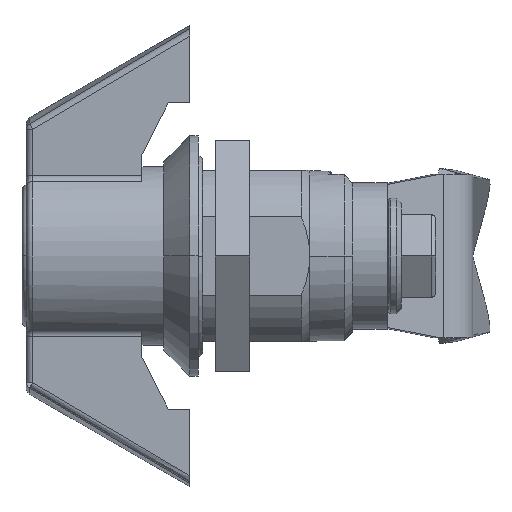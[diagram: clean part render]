
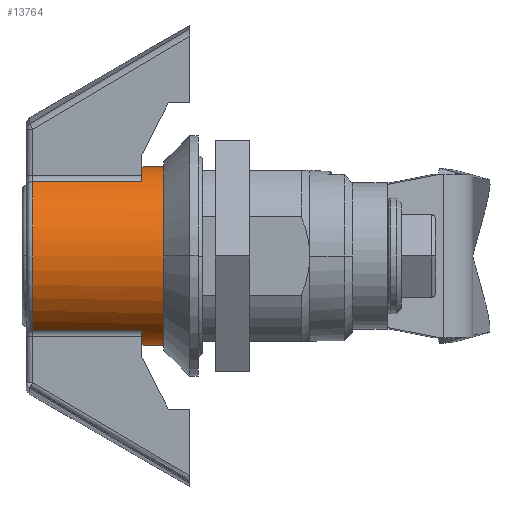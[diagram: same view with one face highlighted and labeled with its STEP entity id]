
A CAD part, left-side view. The second image highlights one B-rep face of the part: STEP entity #13764.
In plain terms, the highlighted cylindrical face has radius 10.414 mm (diameter 20.828 mm), a partial arc.
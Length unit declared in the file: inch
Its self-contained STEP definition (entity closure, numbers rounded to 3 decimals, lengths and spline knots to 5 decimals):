
#142 = EDGE_CURVE ( 'NONE', #17706, #1733, #4200, .T. ) ;
#149 = CIRCLE ( 'NONE', #19410, 0.41 ) ;
#413 = CIRCLE ( 'NONE', #7689, 0.41 ) ;
#594 = VERTEX_POINT ( 'NONE', #2534 ) ;
#932 = EDGE_LOOP ( 'NONE', ( #12583, #21698, #969, #10494, #17925, #19037, #23120, #15444 ) ) ;
#969 = ORIENTED_EDGE ( 'NONE', *, *, #12808, .F. ) ;
#1609 = LINE ( 'NONE', #7044, #17169 ) ;
#1717 = DIRECTION ( 'NONE',  ( -0.55, 0., -0.835 ) ) ;
#1733 = VERTEX_POINT ( 'NONE', #24912 ) ;
#1985 = DIRECTION ( 'NONE',  ( -0.55, 0., -0.835 ) ) ;
#2534 = CARTESIAN_POINT ( 'NONE',  ( 0., 0.15748, 0.41 ) ) ;
#3654 = CYLINDRICAL_SURFACE ( 'NONE', #16518, 0.41 ) ;
#3753 = CARTESIAN_POINT ( 'NONE',  ( 0., 0.25748, 0. ) ) ;
#4200 = LINE ( 'NONE', #17499, #4874 ) ;
#4874 = VECTOR ( 'NONE', #19507, 39.37008 ) ;
#4957 = CIRCLE ( 'NONE', #8179, 0.41 ) ;
#6017 = EDGE_CURVE ( 'NONE', #594, #14166, #1609, .T. ) ;
#6937 = DIRECTION ( 'NONE',  ( 0., -1., 0. ) ) ;
#7044 = CARTESIAN_POINT ( 'NONE',  ( 0., 0.15748, 0.41 ) ) ;
#7280 = CARTESIAN_POINT ( 'NONE',  ( 0., 0.25748, -0.41 ) ) ;
#7667 = VERTEX_POINT ( 'NONE', #8501 ) ;
#7689 = AXIS2_PLACEMENT_3D ( 'NONE', #17118, #23208, #13502 ) ;
#8179 = AXIS2_PLACEMENT_3D ( 'NONE', #8835, #11733, #23816 ) ;
#8501 = CARTESIAN_POINT ( 'NONE',  ( 0., 0.15748, -0.41 ) ) ;
#8835 = CARTESIAN_POINT ( 'NONE',  ( 0., 0.25748, 0. ) ) ;
#8837 = VERTEX_POINT ( 'NONE', #9624 ) ;
#8981 = LINE ( 'NONE', #22188, #9288 ) ;
#9107 = CARTESIAN_POINT ( 'NONE',  ( -0.2255, 0.75748, -0.34242 ) ) ;
#9288 = VECTOR ( 'NONE', #22701, 39.37008 ) ;
#9624 = CARTESIAN_POINT ( 'NONE',  ( -0.2255, 0.25748, -0.34242 ) ) ;
#10494 = ORIENTED_EDGE ( 'NONE', *, *, #12884, .F. ) ;
#11440 = DIRECTION ( 'NONE',  ( 0., 1., 0. ) ) ;
#11671 = CARTESIAN_POINT ( 'NONE',  ( 0., 0.15748, 0. ) ) ;
#11733 = DIRECTION ( 'NONE',  ( 0., -1., 0. ) ) ;
#12120 = AXIS2_PLACEMENT_3D ( 'NONE', #18957, #19449, #1985 ) ;
#12546 = CARTESIAN_POINT ( 'NONE',  ( 0., 0.25748, 0.41 ) ) ;
#12583 = ORIENTED_EDGE ( 'NONE', *, *, #19348, .T. ) ;
#12808 = EDGE_CURVE ( 'NONE', #7667, #19656, #8981, .T. ) ;
#12884 = EDGE_CURVE ( 'NONE', #594, #7667, #413, .T. ) ;
#13328 = FACE_OUTER_BOUND ( 'NONE', #932, .T. ) ;
#13502 = DIRECTION ( 'NONE',  ( 0., 0., 1. ) ) ;
#13764 = ADVANCED_FACE ( 'NONE', ( #13328 ), #3654, .T. ) ;
#14166 = VERTEX_POINT ( 'NONE', #12546 ) ;
#14270 = EDGE_CURVE ( 'NONE', #17776, #17706, #14545, .T. ) ;
#14545 = CIRCLE ( 'NONE', #12120, 0.41 ) ;
#14800 = EDGE_CURVE ( 'NONE', #14166, #1733, #4957, .T. ) ;
#15444 = ORIENTED_EDGE ( 'NONE', *, *, #14270, .F. ) ;
#16375 = CARTESIAN_POINT ( 'NONE',  ( -0.2255, 0.75748, 0.34242 ) ) ;
#16518 = AXIS2_PLACEMENT_3D ( 'NONE', #11671, #11440, #19477 ) ;
#16948 = LINE ( 'NONE', #18850, #21370 ) ;
#17118 = CARTESIAN_POINT ( 'NONE',  ( 0., 0.15748, 0. ) ) ;
#17169 = VECTOR ( 'NONE', #20227, 39.37008 ) ;
#17175 = DIRECTION ( 'NONE',  ( 0., -1., 0. ) ) ;
#17499 = CARTESIAN_POINT ( 'NONE',  ( -0.2255, 0.75748, 0.34242 ) ) ;
#17706 = VERTEX_POINT ( 'NONE', #16375 ) ;
#17776 = VERTEX_POINT ( 'NONE', #9107 ) ;
#17925 = ORIENTED_EDGE ( 'NONE', *, *, #6017, .T. ) ;
#18850 = CARTESIAN_POINT ( 'NONE',  ( -0.2255, 0.75748, -0.34242 ) ) ;
#18957 = CARTESIAN_POINT ( 'NONE',  ( 0., 0.75748, 0. ) ) ;
#19037 = ORIENTED_EDGE ( 'NONE', *, *, #14800, .T. ) ;
#19348 = EDGE_CURVE ( 'NONE', #17776, #8837, #16948, .T. ) ;
#19410 = AXIS2_PLACEMENT_3D ( 'NONE', #3753, #17175, #1717 ) ;
#19449 = DIRECTION ( 'NONE',  ( 0., 1., 0. ) ) ;
#19477 = DIRECTION ( 'NONE',  ( 0., 0., 1. ) ) ;
#19507 = DIRECTION ( 'NONE',  ( 0., -1., 0. ) ) ;
#19656 = VERTEX_POINT ( 'NONE', #7280 ) ;
#20227 = DIRECTION ( 'NONE',  ( 0., 1., 0. ) ) ;
#21370 = VECTOR ( 'NONE', #6937, 39.37008 ) ;
#21698 = ORIENTED_EDGE ( 'NONE', *, *, #24923, .T. ) ;
#22188 = CARTESIAN_POINT ( 'NONE',  ( 0., 0.15748, -0.41 ) ) ;
#22701 = DIRECTION ( 'NONE',  ( 0., 1., 0. ) ) ;
#23120 = ORIENTED_EDGE ( 'NONE', *, *, #142, .F. ) ;
#23208 = DIRECTION ( 'NONE',  ( 0., -1., 0. ) ) ;
#23816 = DIRECTION ( 'NONE',  ( 0., 0., 1. ) ) ;
#24912 = CARTESIAN_POINT ( 'NONE',  ( -0.2255, 0.25748, 0.34242 ) ) ;
#24923 = EDGE_CURVE ( 'NONE', #8837, #19656, #149, .T. ) ;
